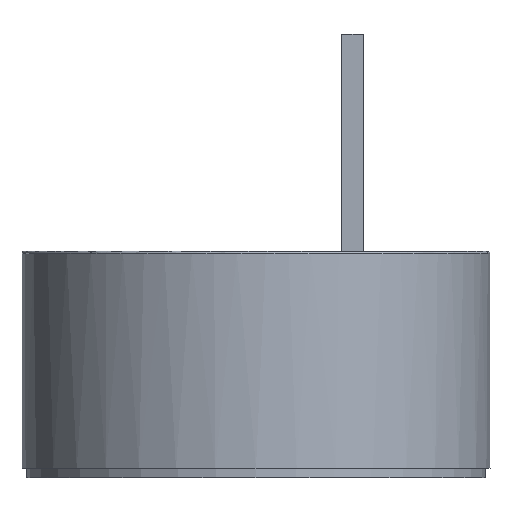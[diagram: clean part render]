
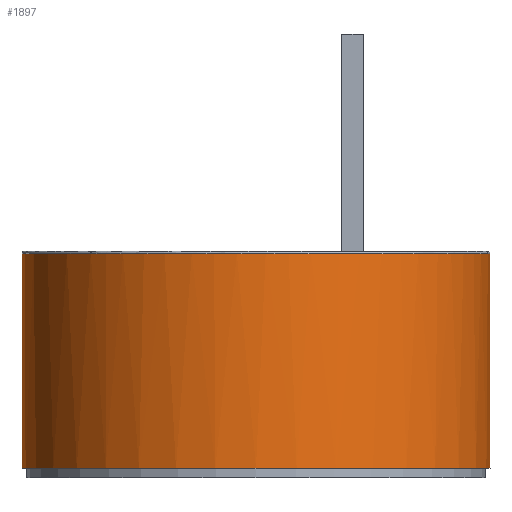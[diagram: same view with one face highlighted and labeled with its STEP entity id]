
A CAD part, front view. The second image highlights one B-rep face of the part: STEP entity #1897.
In plain terms, the highlighted cylindrical face has radius 4.85 mm (diameter 9.7 mm), a partial arc.
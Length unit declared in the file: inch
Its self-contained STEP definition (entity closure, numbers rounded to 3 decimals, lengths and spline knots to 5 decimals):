
#7=CARTESIAN_POINT ( 'NONE',  ( 0., 0., 0. ) );
#10=AXIS2_PLACEMENT_3D ( 'NONE', #7, #26, #75 );
#26=DIRECTION ( 'NONE',  ( 0., 0., -1. ) );
#75=DIRECTION ( 'NONE',  ( -1., 0., 0. ) );
#85=DIRECTION ( 'NONE',  ( 0., 0., 1. ) );
#115=VECTOR ( 'NONE', #26, 39.37008 );
#129=CARTESIAN_POINT ( 'NONE',  ( 0.19094, 0., 0.17503 ) );
#150=CARTESIAN_POINT ( 'NONE',  ( 0.10674, -0.15943, 0.1751 ) );
#155=VERTEX_POINT ( 'NONE', #129 );
#178=EDGE_CURVE ( 'NONE', #155, #1517, #1578, .T. );
#180=CARTESIAN_POINT ( 'NONE',  ( 0., 0., 0.1752 ) );
#229=CARTESIAN_POINT ( 'NONE',  ( -0.12155, -0.14844, 0.17519 ) );
#324=CARTESIAN_POINT ( 'NONE',  ( 0.16921, -0.09044, 0.17507 ) );
#414=FACE_OUTER_BOUND ( 'NONE', #1956, .T. );
#462=EDGE_CURVE ( 'NONE', #1547, #1747, #1122, .T. );
#531=LINE ( 'NONE', #1832, #115 );
#542=ORIENTED_EDGE ( 'NONE', *, *, #1751, .F. );
#580=CARTESIAN_POINT ( 'NONE',  ( 0.03753, -0.18815, 0.17513 ) );
#599=CARTESIAN_POINT ( 'NONE',  ( -0.19094, 0., 0. ) );
#691=CARTESIAN_POINT ( 'NONE',  ( 0.00025, -0.19186, 0.17514 ) );
#743=CARTESIAN_POINT ( 'NONE',  ( -0.13482, -0.13522, 0.1752 ) );
#746=CYLINDRICAL_SURFACE ( 'NONE', #1454, 0.19094 );
#849=VERTEX_POINT ( 'NONE', #964 );
#863=ORIENTED_EDGE ( 'NONE', *, *, #462, .T. );
#896=CARTESIAN_POINT ( 'NONE',  ( -0.01867, -0.19095, 0.17515 ) );
#964=CARTESIAN_POINT ( 'NONE',  ( 0.19094, 0., 0. ) );
#972=CARTESIAN_POINT ( 'NONE',  ( 0.1484, -0.12161, 0.17508 ) );
#1122=LINE ( 'NONE', #1668, #115 );
#1128=CARTESIAN_POINT ( 'NONE',  ( 0.18817, -0.03747, 0.17504 ) );
#1291=CARTESIAN_POINT ( 'NONE',  ( 0.19094, -0.01873, 0.17504 ) );
#1295=ORIENTED_EDGE ( 'NONE', *, *, #1576, .F. );
#1298=CARTESIAN_POINT ( 'NONE',  ( 0.0905, -0.16917, 0.17511 ) );
#1365=CIRCLE ( 'NONE', #10, 0.19094 );
#1453=AXIS2_PLACEMENT_3D ( 'NONE', #180, #85, #75 );
#1454=AXIS2_PLACEMENT_3D ( 'NONE', #180, #26, #75 );
#1517=VERTEX_POINT ( 'NONE', #743 );
#1531=CIRCLE ( 'NONE', #1453, 0.19094 );
#1535=CARTESIAN_POINT ( 'NONE',  ( -0.05542, -0.18368, 0.17516 ) );
#1547=VERTEX_POINT ( 'NONE', #1668 );
#1563=EDGE_CURVE ( 'NONE', #155, #849, #531, .T. );
#1576=EDGE_CURVE ( 'NONE', #849, #1747, #1365, .T. );
#1578=B_SPLINE_CURVE_WITH_KNOTS ( 'NONE', 3,( #129, #1291, #1128, #1746, #324, #972, #1601, #150, #1298, #1815, #580, #691, #896, #1535, #1967, #1975, #229, #743 ),.UNSPECIFIED., .F., .F.,( 4, 2, 2, 2, 2, 2, 2, 2, 4 ),( 0., 0.125, 0.25, 0.375, 0.5, 0.625, 0.75, 0.875, 1. ),.UNSPECIFIED. );
#1601=CARTESIAN_POINT ( 'NONE',  ( 0.13569, -0.13564, 0.17509 ) );
#1668=CARTESIAN_POINT ( 'NONE',  ( -0.19094, 0., 0.1752 ) );
#1746=CARTESIAN_POINT ( 'NONE',  ( 0.1773, -0.07332, 0.17506 ) );
#1747=VERTEX_POINT ( 'NONE', #599 );
#1751=EDGE_CURVE ( 'NONE', #1547, #1517, #1531, .T. );
#1815=CARTESIAN_POINT ( 'NONE',  ( 0.0559, -0.18354, 0.17512 ) );
#1832=CARTESIAN_POINT ( 'NONE',  ( 0.19094, 0., 0.1752 ) );
#1884=ORIENTED_EDGE ( 'NONE', *, *, #178, .T. );
#1897=ADVANCED_FACE ( 'NONE', ( #414 ), #746, .T. );
#1926=ORIENTED_EDGE ( 'NONE', *, *, #1563, .F. );
#1956=EDGE_LOOP ( 'NONE', ( #1926, #1884, #542, #863, #1295 ) );
#1967=CARTESIAN_POINT ( 'NONE',  ( -0.07326, -0.17732, 0.17517 ) );
#1975=CARTESIAN_POINT ( 'NONE',  ( -0.10633, -0.1597, 0.17519 ) );
